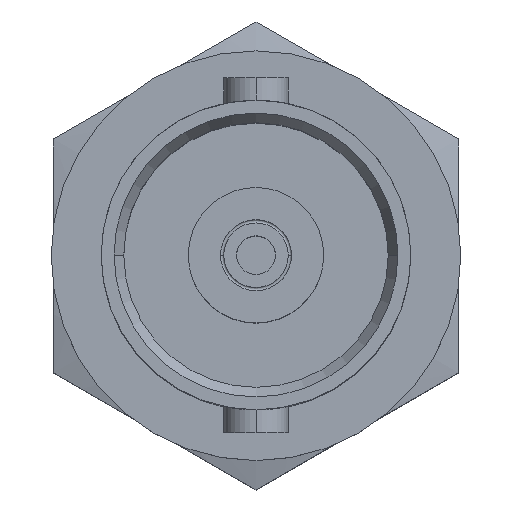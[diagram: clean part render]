
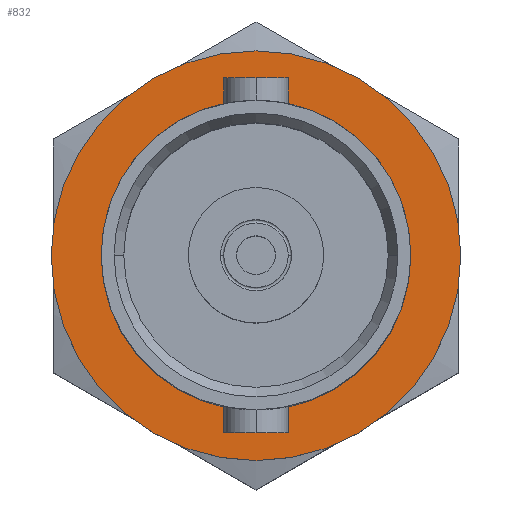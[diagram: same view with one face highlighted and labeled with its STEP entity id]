
A CAD part, top view. The second image highlights one B-rep face of the part: STEP entity #832.
In plain terms, the highlighted planar face has unit normal (0, 0, 1).
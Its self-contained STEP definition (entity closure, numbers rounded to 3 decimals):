
#37 = CIRCLE ( 'NONE', #2293, 4.8 ) ;
#74 = CARTESIAN_POINT ( 'NONE',  ( -6.35, 0., -11.9 ) ) ;
#92 = CARTESIAN_POINT ( 'NONE',  ( 0., 0., -11.9 ) ) ;
#186 = CARTESIAN_POINT ( 'NONE',  ( 0., 0., -11.9 ) ) ;
#198 = CARTESIAN_POINT ( 'NONE',  ( 0., 0., -11.9 ) ) ;
#378 = DIRECTION ( 'NONE',  ( -1., 0., 0. ) ) ;
#407 = CARTESIAN_POINT ( 'NONE',  ( 4.8, 0., -11.9 ) ) ;
#434 = DIRECTION ( 'NONE',  ( 1., 0., 0. ) ) ;
#481 = VERTEX_POINT ( 'NONE', #407 ) ;
#661 = PLANE ( 'NONE',  #1803 ) ;
#770 = ORIENTED_EDGE ( 'NONE', *, *, #880, .T. ) ;
#799 = AXIS2_PLACEMENT_3D ( 'NONE', #198, #1538, #434 ) ;
#801 = ORIENTED_EDGE ( 'NONE', *, *, #1836, .T. ) ;
#832 = ADVANCED_FACE ( 'NONE', ( #1581, #1524 ), #661, .F. ) ;
#860 = AXIS2_PLACEMENT_3D ( 'NONE', #1446, #3141, #2347 ) ;
#879 = EDGE_LOOP ( 'NONE', ( #1569, #1556 ) ) ;
#880 = EDGE_CURVE ( 'NONE', #3281, #3052, #1567, .T. ) ;
#1279 = EDGE_LOOP ( 'NONE', ( #801, #770 ) ) ;
#1351 = CARTESIAN_POINT ( 'NONE',  ( -4.8, 0., -11.9 ) ) ;
#1446 = CARTESIAN_POINT ( 'NONE',  ( 0., 0., -11.9 ) ) ;
#1524 = FACE_OUTER_BOUND ( 'NONE', #1279, .T. ) ;
#1538 = DIRECTION ( 'NONE',  ( 0., 0., 1. ) ) ;
#1556 = ORIENTED_EDGE ( 'NONE', *, *, #2506, .F. ) ;
#1567 = CIRCLE ( 'NONE', #2099, 6.35 ) ;
#1569 = ORIENTED_EDGE ( 'NONE', *, *, #1889, .F. ) ;
#1581 = FACE_BOUND ( 'NONE', #879, .T. ) ;
#1803 = AXIS2_PLACEMENT_3D ( 'NONE', #3287, #2424, #378 ) ;
#1836 = EDGE_CURVE ( 'NONE', #3052, #3281, #2395, .T. ) ;
#1875 = DIRECTION ( 'NONE',  ( 1., 0., 0. ) ) ;
#1889 = EDGE_CURVE ( 'NONE', #481, #2225, #2454, .T. ) ;
#2099 = AXIS2_PLACEMENT_3D ( 'NONE', #186, #2733, #1875 ) ;
#2225 = VERTEX_POINT ( 'NONE', #1351 ) ;
#2293 = AXIS2_PLACEMENT_3D ( 'NONE', #92, #3565, #2665 ) ;
#2347 = DIRECTION ( 'NONE',  ( 1., 0., 0. ) ) ;
#2395 = CIRCLE ( 'NONE', #860, 6.35 ) ;
#2424 = DIRECTION ( 'NONE',  ( 0., 0., -1. ) ) ;
#2454 = CIRCLE ( 'NONE', #799, 4.8 ) ;
#2506 = EDGE_CURVE ( 'NONE', #2225, #481, #37, .T. ) ;
#2658 = CARTESIAN_POINT ( 'NONE',  ( 6.35, 0., -11.9 ) ) ;
#2665 = DIRECTION ( 'NONE',  ( 1., 0., 0. ) ) ;
#2733 = DIRECTION ( 'NONE',  ( 0., 0., 1. ) ) ;
#3052 = VERTEX_POINT ( 'NONE', #2658 ) ;
#3141 = DIRECTION ( 'NONE',  ( 0., 0., 1. ) ) ;
#3281 = VERTEX_POINT ( 'NONE', #74 ) ;
#3287 = CARTESIAN_POINT ( 'NONE',  ( 0., 4.8, -11.9 ) ) ;
#3565 = DIRECTION ( 'NONE',  ( 0., 0., 1. ) ) ;
